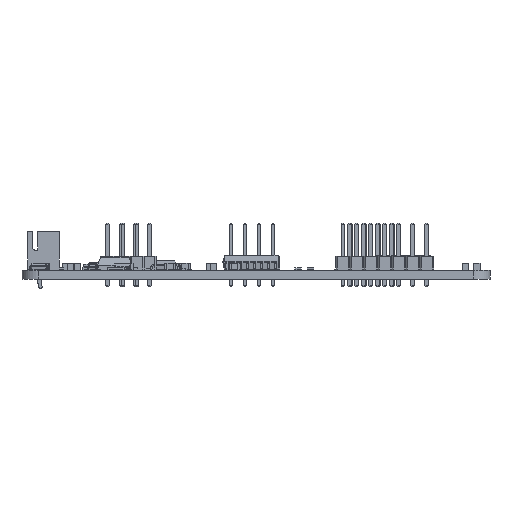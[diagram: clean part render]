
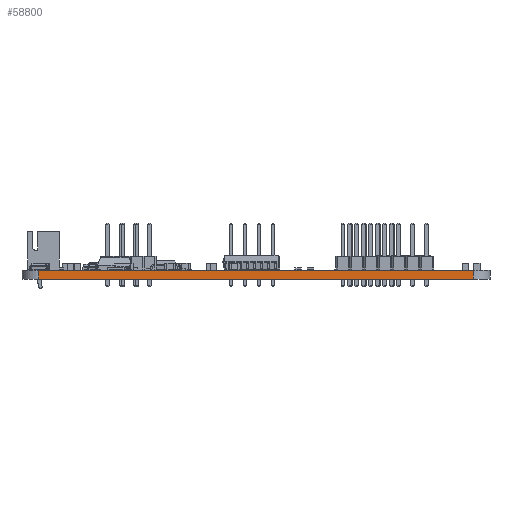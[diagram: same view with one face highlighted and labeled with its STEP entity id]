
A CAD part, left-side view. The second image highlights one B-rep face of the part: STEP entity #58800.
In plain terms, the highlighted planar face has unit normal (-1, 0, 0).
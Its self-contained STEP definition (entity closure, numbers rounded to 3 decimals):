
#55897 = VERTEX_POINT('',#55898);
#55898 = CARTESIAN_POINT('',(100.,-68.,0.));
#55905 = EDGE_CURVE('',#55906,#55897,#55908,.T.);
#55906 = VERTEX_POINT('',#55907);
#55907 = CARTESIAN_POINT('',(100.,-147.,0.));
#55908 = LINE('',#55909,#55910);
#55909 = CARTESIAN_POINT('',(100.,-147.,0.));
#55910 = VECTOR('',#55911,1.);
#55911 = DIRECTION('',(0.,1.,0.));
#57335 = VERTEX_POINT('',#57336);
#57336 = CARTESIAN_POINT('',(100.,-68.,1.6));
#57343 = EDGE_CURVE('',#57344,#57335,#57346,.T.);
#57344 = VERTEX_POINT('',#57345);
#57345 = CARTESIAN_POINT('',(100.,-147.,1.6));
#57346 = LINE('',#57347,#57348);
#57347 = CARTESIAN_POINT('',(100.,-147.,1.6));
#57348 = VECTOR('',#57349,1.);
#57349 = DIRECTION('',(0.,1.,0.));
#58770 = EDGE_CURVE('',#55897,#57335,#58771,.T.);
#58771 = LINE('',#58772,#58773);
#58772 = CARTESIAN_POINT('',(100.,-68.,0.));
#58773 = VECTOR('',#58774,1.);
#58774 = DIRECTION('',(0.,0.,1.));
#58800 = ADVANCED_FACE('',(#58801),#58812,.T.);
#58801 = FACE_BOUND('',#58802,.T.);
#58802 = EDGE_LOOP('',(#58803,#58809,#58810,#58811));
#58803 = ORIENTED_EDGE('',*,*,#58804,.T.);
#58804 = EDGE_CURVE('',#55906,#57344,#58805,.T.);
#58805 = LINE('',#58806,#58807);
#58806 = CARTESIAN_POINT('',(100.,-147.,0.));
#58807 = VECTOR('',#58808,1.);
#58808 = DIRECTION('',(0.,0.,1.));
#58809 = ORIENTED_EDGE('',*,*,#57343,.T.);
#58810 = ORIENTED_EDGE('',*,*,#58770,.F.);
#58811 = ORIENTED_EDGE('',*,*,#55905,.F.);
#58812 = PLANE('',#58813);
#58813 = AXIS2_PLACEMENT_3D('',#58814,#58815,#58816);
#58814 = CARTESIAN_POINT('',(100.,-147.,0.));
#58815 = DIRECTION('',(-1.,0.,0.));
#58816 = DIRECTION('',(0.,1.,0.));
